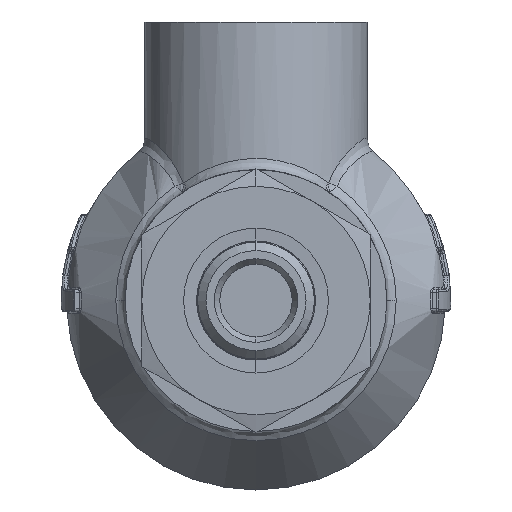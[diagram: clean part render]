
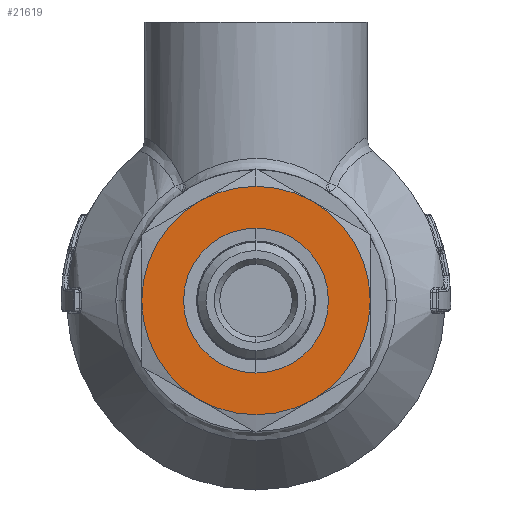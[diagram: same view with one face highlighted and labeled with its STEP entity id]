
A CAD part, front view. The second image highlights one B-rep face of the part: STEP entity #21619.
In plain terms, the highlighted planar face has unit normal (0, -1, 0).
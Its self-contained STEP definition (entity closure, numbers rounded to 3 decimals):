
#708 = CARTESIAN_POINT ( 'NONE',  ( 0., -15., 13. ) ) ;
#742 = EDGE_CURVE ( 'NONE', #29359, #72921, #46884, .T. ) ;
#1482 = ORIENTED_EDGE ( 'NONE', *, *, #23457, .F. ) ;
#2072 = CIRCLE ( 'NONE', #54728, 20.5 ) ;
#3664 = AXIS2_PLACEMENT_3D ( 'NONE', #70916, #19109, #60312 ) ;
#3895 = CARTESIAN_POINT ( 'NONE',  ( 0., -15., 0. ) ) ;
#4407 = DIRECTION ( 'NONE',  ( 0., 1., 0. ) ) ;
#4701 = ORIENTED_EDGE ( 'NONE', *, *, #39792, .F. ) ;
#5336 = DIRECTION ( 'NONE',  ( 0., 0., 1. ) ) ;
#5473 = AXIS2_PLACEMENT_3D ( 'NONE', #61556, #61286, #32513 ) ;
#6640 = ORIENTED_EDGE ( 'NONE', *, *, #46182, .F. ) ;
#8374 = AXIS2_PLACEMENT_3D ( 'NONE', #3895, #21977, #56726 ) ;
#9871 = CARTESIAN_POINT ( 'NONE',  ( -10.25, -15., 17.754 ) ) ;
#10374 = CARTESIAN_POINT ( 'NONE',  ( 10.25, -15., 17.754 ) ) ;
#10581 = CARTESIAN_POINT ( 'NONE',  ( 0., -15., 0. ) ) ;
#12690 = AXIS2_PLACEMENT_3D ( 'NONE', #34267, #40685, #5336 ) ;
#13453 = DIRECTION ( 'NONE',  ( 0., 0., 1. ) ) ;
#14474 = CARTESIAN_POINT ( 'NONE',  ( 0., -15., 0. ) ) ;
#16514 = CIRCLE ( 'NONE', #5473, 20.5 ) ;
#16528 = AXIS2_PLACEMENT_3D ( 'NONE', #59622, #18164, #30831 ) ;
#17912 = CARTESIAN_POINT ( 'NONE',  ( 10.25, -15., -17.754 ) ) ;
#18164 = DIRECTION ( 'NONE',  ( 0., 1., 0. ) ) ;
#19109 = DIRECTION ( 'NONE',  ( 0., 1., 0. ) ) ;
#20401 = CARTESIAN_POINT ( 'NONE',  ( 0., -15., -13. ) ) ;
#21013 = CARTESIAN_POINT ( 'NONE',  ( -10.25, -15., -17.754 ) ) ;
#21619 = ADVANCED_FACE ( 'NONE', ( #55873, #37449 ), #51306, .T. ) ;
#21977 = DIRECTION ( 'NONE',  ( 0., 1., 0. ) ) ;
#23457 = EDGE_CURVE ( 'NONE', #40511, #53873, #60298, .T. ) ;
#25748 = ORIENTED_EDGE ( 'NONE', *, *, #31427, .T. ) ;
#29028 = ORIENTED_EDGE ( 'NONE', *, *, #68372, .F. ) ;
#29359 = VERTEX_POINT ( 'NONE', #708 ) ;
#30831 = DIRECTION ( 'NONE',  ( 0., 0., 1. ) ) ;
#31427 = EDGE_CURVE ( 'NONE', #72921, #29359, #59747, .T. ) ;
#31497 = AXIS2_PLACEMENT_3D ( 'NONE', #51606, #4407, #34611 ) ;
#31529 = CIRCLE ( 'NONE', #8374, 20.5 ) ;
#32513 = DIRECTION ( 'NONE',  ( 0., 0., 1. ) ) ;
#34267 = CARTESIAN_POINT ( 'NONE',  ( 0., -15., 0. ) ) ;
#34334 = DIRECTION ( 'NONE',  ( 0., -1., 0. ) ) ;
#34611 = DIRECTION ( 'NONE',  ( 0., 0., 1. ) ) ;
#35208 = CARTESIAN_POINT ( 'NONE',  ( 20.5, -15., 0. ) ) ;
#37366 = ORIENTED_EDGE ( 'NONE', *, *, #742, .T. ) ;
#37449 = FACE_BOUND ( 'NONE', #38026, .T. ) ;
#38026 = EDGE_LOOP ( 'NONE', ( #37366, #25748 ) ) ;
#38427 = ORIENTED_EDGE ( 'NONE', *, *, #69218, .F. ) ;
#38557 = VERTEX_POINT ( 'NONE', #71928 ) ;
#39051 = AXIS2_PLACEMENT_3D ( 'NONE', #14474, #48761, #13453 ) ;
#39256 = DIRECTION ( 'NONE',  ( 0., 0., 1. ) ) ;
#39761 = DIRECTION ( 'NONE',  ( 0., 1., 0. ) ) ;
#39792 = EDGE_CURVE ( 'NONE', #61033, #51118, #47413, .T. ) ;
#40511 = VERTEX_POINT ( 'NONE', #17912 ) ;
#40685 = DIRECTION ( 'NONE',  ( 0., 1., 0. ) ) ;
#41805 = CARTESIAN_POINT ( 'NONE',  ( 0., -15., 20.5 ) ) ;
#42586 = DIRECTION ( 'NONE',  ( 0., 0., 1. ) ) ;
#45145 = DIRECTION ( 'NONE',  ( 0., 0., -1. ) ) ;
#45381 = CARTESIAN_POINT ( 'NONE',  ( 0., -15., 13. ) ) ;
#46182 = EDGE_CURVE ( 'NONE', #55936, #40511, #16514, .T. ) ;
#46884 = CIRCLE ( 'NONE', #12690, 13. ) ;
#47413 = CIRCLE ( 'NONE', #31497, 20.5 ) ;
#47617 = CIRCLE ( 'NONE', #54065, 20.5 ) ;
#48761 = DIRECTION ( 'NONE',  ( 0., 1., 0. ) ) ;
#50129 = VERTEX_POINT ( 'NONE', #9871 ) ;
#50912 = EDGE_LOOP ( 'NONE', ( #70666, #4701, #29028, #38427, #65270, #1482, #6640 ) ) ;
#51118 = VERTEX_POINT ( 'NONE', #10374 ) ;
#51306 = PLANE ( 'NONE',  #74208 ) ;
#51606 = CARTESIAN_POINT ( 'NONE',  ( 0., -15., 0. ) ) ;
#53873 = VERTEX_POINT ( 'NONE', #21013 ) ;
#54065 = AXIS2_PLACEMENT_3D ( 'NONE', #10581, #39761, #39256 ) ;
#54728 = AXIS2_PLACEMENT_3D ( 'NONE', #71422, #59544, #42586 ) ;
#55873 = FACE_OUTER_BOUND ( 'NONE', #50912, .T. ) ;
#55936 = VERTEX_POINT ( 'NONE', #35208 ) ;
#56726 = DIRECTION ( 'NONE',  ( 0., 0., 1. ) ) ;
#57964 = CIRCLE ( 'NONE', #16528, 20.5 ) ;
#59544 = DIRECTION ( 'NONE',  ( 0., 1., 0. ) ) ;
#59622 = CARTESIAN_POINT ( 'NONE',  ( 0., -15., 0. ) ) ;
#59747 = CIRCLE ( 'NONE', #39051, 13. ) ;
#60298 = CIRCLE ( 'NONE', #3664, 20.5 ) ;
#60312 = DIRECTION ( 'NONE',  ( 0., 0., 1. ) ) ;
#61033 = VERTEX_POINT ( 'NONE', #41805 ) ;
#61286 = DIRECTION ( 'NONE',  ( 0., 1., 0. ) ) ;
#61556 = CARTESIAN_POINT ( 'NONE',  ( 0., -15., 0. ) ) ;
#65270 = ORIENTED_EDGE ( 'NONE', *, *, #76531, .F. ) ;
#68372 = EDGE_CURVE ( 'NONE', #50129, #61033, #2072, .T. ) ;
#69218 = EDGE_CURVE ( 'NONE', #38557, #50129, #31529, .T. ) ;
#70666 = ORIENTED_EDGE ( 'NONE', *, *, #74165, .F. ) ;
#70916 = CARTESIAN_POINT ( 'NONE',  ( 0., -15., 0. ) ) ;
#71422 = CARTESIAN_POINT ( 'NONE',  ( 0., -15., 0. ) ) ;
#71928 = CARTESIAN_POINT ( 'NONE',  ( -20.5, -15., 0. ) ) ;
#72921 = VERTEX_POINT ( 'NONE', #20401 ) ;
#74165 = EDGE_CURVE ( 'NONE', #51118, #55936, #57964, .T. ) ;
#74208 = AXIS2_PLACEMENT_3D ( 'NONE', #45381, #34334, #45145 ) ;
#76531 = EDGE_CURVE ( 'NONE', #53873, #38557, #47617, .T. ) ;
